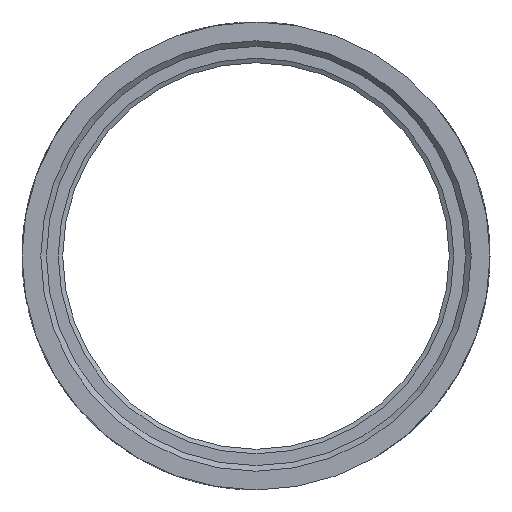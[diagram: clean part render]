
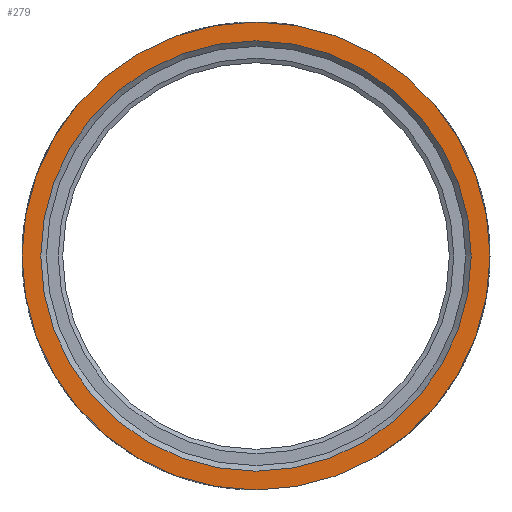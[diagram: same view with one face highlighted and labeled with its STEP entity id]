
A CAD part, left-side view. The second image highlights one B-rep face of the part: STEP entity #279.
In plain terms, the highlighted planar face has unit normal (-1, 0, 0).
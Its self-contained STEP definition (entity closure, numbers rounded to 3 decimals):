
#107=PLANE('',#3404);
#279=ADVANCED_FACE('',(#549,#550),#107,.F.);
#408=CIRCLE('',#3401,23.);
#409=CIRCLE('',#3403,21.15);
#549=FACE_BOUND('',#787,.T.);
#550=FACE_BOUND('',#788,.T.);
#787=EDGE_LOOP('',(#1783));
#788=EDGE_LOOP('',(#1784));
#1783=ORIENTED_EDGE('',*,*,#2827,.F.);
#1784=ORIENTED_EDGE('',*,*,#2826,.T.);
#2327=VERTEX_POINT('',#6963);
#2328=VERTEX_POINT('',#6966);
#2826=EDGE_CURVE('',#2327,#2327,#408,.T.);
#2827=EDGE_CURVE('',#2328,#2328,#409,.T.);
#3401=AXIS2_PLACEMENT_3D('',#6962,#3660,#3661);
#3403=AXIS2_PLACEMENT_3D('',#6965,#3664,#3665);
#3404=AXIS2_PLACEMENT_3D('',#6967,#3666,#3667);
#3660=DIRECTION('',(-1.,0.,0.));
#3661=DIRECTION('',(0.,0.,1.));
#3664=DIRECTION('',(-1.,0.,0.));
#3665=DIRECTION('',(0.,0.,1.));
#3666=DIRECTION('',(1.,0.,0.));
#3667=DIRECTION('',(0.,0.,-1.));
#6962=CARTESIAN_POINT('',(0.,0.,0.));
#6963=CARTESIAN_POINT('',(0.,0.,23.));
#6965=CARTESIAN_POINT('',(0.,0.,0.));
#6966=CARTESIAN_POINT('',(0.,0.,21.15));
#6967=CARTESIAN_POINT('',(0.,23.,0.));
